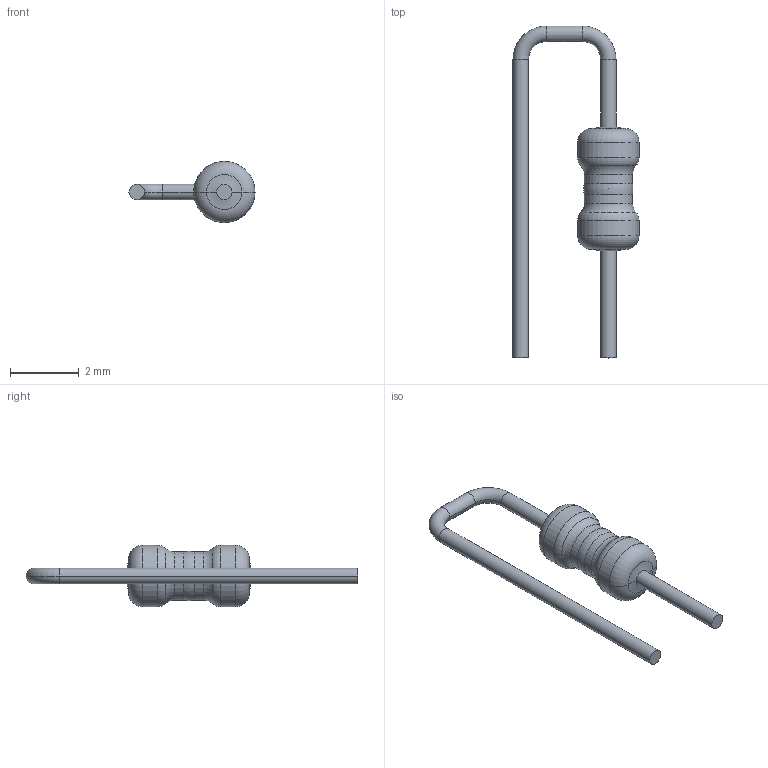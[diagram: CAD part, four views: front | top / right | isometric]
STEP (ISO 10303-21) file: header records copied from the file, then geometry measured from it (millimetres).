
FILE_DESCRIPTION (( 'STEP AP214' ), '1' );
FILE_NAME ('RES_AV_0.125W_100 mills_0R_5%.STEP', '2022-06-21T16:24:58', ( '' ), ( '' ), 'SwSTEP 2.0', 'SolidWorks 2020', '' );
FILE_SCHEMA (( 'AUTOMOTIVE_DESIGN' ));
Length unit declared in the file: millimetre
Products named in the file (1): RES_AV_0.125W_100 mills_0R_5%
Bounding box: 3.65 x 9.62 x 1.78 mm (x, y, z)
Volume: 9.9 mm3; surface area: 45.6 mm2
Topology: 1 solids, 1 shells, 40 faces, 83 edges, 43 vertices
Faces by surface type: torus 20, cylinder 16, sphere 2, plane 2
Entity records: 1490 total; most frequent: DIRECTION 222, CARTESIAN_POINT 159, ORIENTED_EDGE 156, AXIS2_PLACEMENT_3D 103, EDGE_CURVE 78, CIRCLE 62, UNCERTAINTY_MEASURE_WITH_UNIT 43, COLOUR_RGB 42
